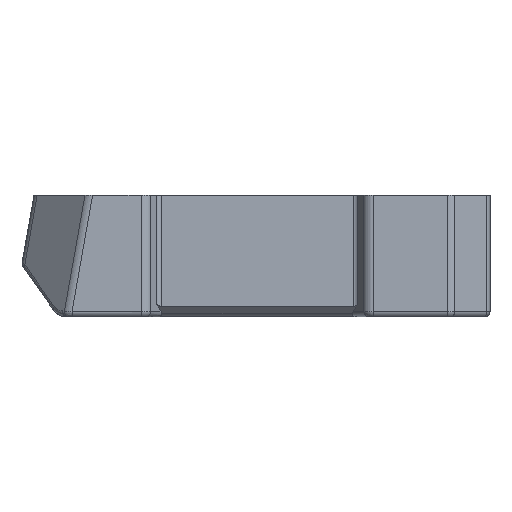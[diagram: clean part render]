
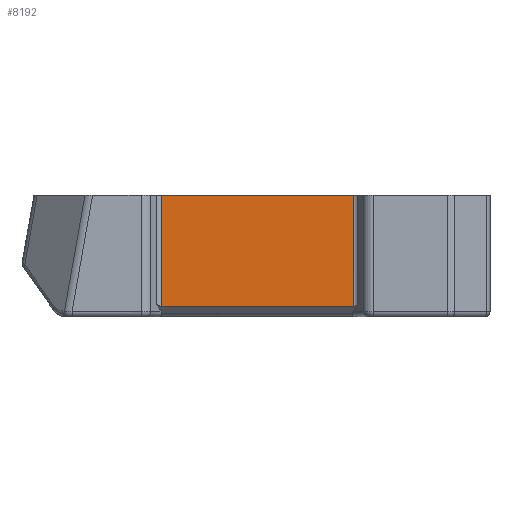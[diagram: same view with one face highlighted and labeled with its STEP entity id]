
A CAD part, left-side view. The second image highlights one B-rep face of the part: STEP entity #8192.
In plain terms, the highlighted planar face has unit normal (-1, 0, 0).
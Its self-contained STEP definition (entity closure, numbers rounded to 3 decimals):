
#7969=CARTESIAN_POINT('Vertex',(-70.,-18.167,5.96)) ;
#7972=CARTESIAN_POINT('Line Origine',(-70.,-18.167,-5.04)) ;
#7976=CARTESIAN_POINT('Vertex',(-70.,-18.167,-15.04)) ;
#8024=CARTESIAN_POINT('Vertex',(-70.,18.167,5.96)) ;
#8027=CARTESIAN_POINT('Line Origine',(-70.,0.,5.96)) ;
#8120=CARTESIAN_POINT('Vertex',(-70.,18.167,-15.04)) ;
#8137=CARTESIAN_POINT('Line Origine',(-70.,2.115,-15.04)) ;
#8176=CARTESIAN_POINT('Axis2P3D Location',(-70.,-18.745,-17.04)) ;
#8181=CARTESIAN_POINT('Line Origine',(-70.,18.167,-4.54)) ;
#7973=DIRECTION('Vector Direction',(0.,0.,1.)) ;
#8028=DIRECTION('Vector Direction',(0.,-1.,0.)) ;
#8138=DIRECTION('Vector Direction',(0.,1.,0.)) ;
#8177=DIRECTION('Axis2P3D Direction',(1.,0.,0.)) ;
#8178=DIRECTION('Axis2P3D XDirection',(0.,1.,0.)) ;
#8182=DIRECTION('Vector Direction',(0.,0.,1.)) ;
#8179=AXIS2_PLACEMENT_3D('Plane Axis2P3D',#8176,#8177,#8178) ;
#8187=ORIENTED_EDGE('',*,*,#8185,.F.) ;
#8188=ORIENTED_EDGE('',*,*,#8141,.F.) ;
#8189=ORIENTED_EDGE('',*,*,#7978,.F.) ;
#8190=ORIENTED_EDGE('',*,*,#8031,.F.) ;
#7974=VECTOR('Line Direction',#7973,1.) ;
#8029=VECTOR('Line Direction',#8028,1.) ;
#8139=VECTOR('Line Direction',#8138,1.) ;
#8183=VECTOR('Line Direction',#8182,1.) ;
#8192=ADVANCED_FACE('',(#8191),#8180,.F.) ;
#7978=EDGE_CURVE('',#7970,#7977,#7975,.F.) ;
#8031=EDGE_CURVE('',#8025,#7970,#8030,.T.) ;
#8141=EDGE_CURVE('',#7977,#8121,#8140,.T.) ;
#8185=EDGE_CURVE('',#8121,#8025,#8184,.T.) ;
#8186=EDGE_LOOP('',(#8187,#8188,#8189,#8190)) ;
#8191=FACE_OUTER_BOUND('',#8186,.T.) ;
#7975=LINE('Line',#7972,#7974) ;
#8030=LINE('Line',#8027,#8029) ;
#8140=LINE('Line',#8137,#8139) ;
#8184=LINE('Line',#8181,#8183) ;
#8180=PLANE('Plane',#8179) ;
#7970=VERTEX_POINT('',#7969) ;
#7977=VERTEX_POINT('',#7976) ;
#8025=VERTEX_POINT('',#8024) ;
#8121=VERTEX_POINT('',#8120) ;
